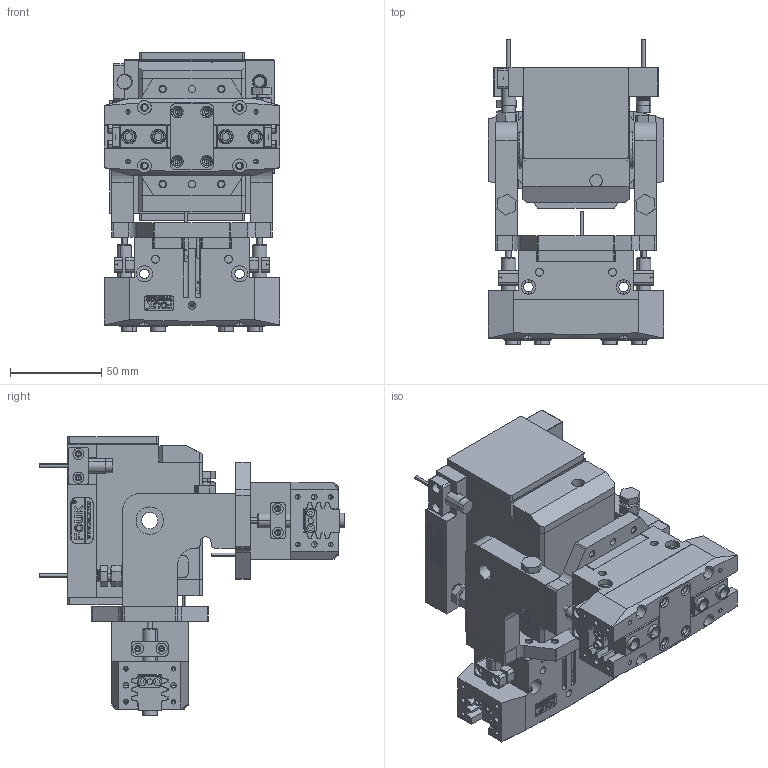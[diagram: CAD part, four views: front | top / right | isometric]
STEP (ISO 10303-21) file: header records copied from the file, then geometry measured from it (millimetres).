
FILE_DESCRIPTION (( 'STEP AP203' ), '1' );
FILE_NAME ('TE40-FR36-96-90¡ã.STEP', '2025-04-09T03:04:58', ( 'USER-' ), ( 'Microsoft' ), 'SwSTEP 2.0', 'SolidWorks 2018', '' );
FILE_SCHEMA (( 'CONFIG_CONTROL_DESIGN' ));
Length unit declared in the file: millimetre
Products named in the file (33): TE40杅耀.sldasm-Part-13; FR36-96; 褲极; 0-TE40摆缸壳体-简易模型; 揤輸蚾饜极-1; 16x8-R1.5; TE40杅耀.sldasm-Part-14; 棠羲換覜ん; 鞠褒芛蹟邡 M6X20; 揤輸蚾饜极; P-GS-T-01 諉輪羲壽標厥釱; 揤輸杅耀.sldasm-Part-9; TE40杅耀.sldasm-Part-12; 菁裔啣; TE40杅耀.sldasm-Part-4; 賑輸; ﾏ擎ﾗ8｡ﾁ6｡ﾁ6; TZ42-76杅耀.sldasm-Part-9; TE40-FR36-96-90°; TE40杅耀.sldasm-Part-15; TE40; TE40杅耀.sldasm-Part-9; TE40杅耀.sldasm-Part-11; 25x12-R3; hexagon nuts grade c gb_GB_FASTENER_NUT_SNC1 M6-N; TE40杅耀.sldasm-Part-3; TE40杅耀.sldasm-Part-7; 笢猾啣ㄗ蜊ㄘ; TE40杅耀.sldasm-Part-6; 电容传感器8x23接近开关; 内六角圆柱头螺钉[GBT70_1-2008][M2.5×8]; TE40杅耀.sldasm-Part-8; TE40-M12俋离.sldasm-Part-60
Assembly tree (53 placements, depth 4):
  TE40-FR36-96-90°
    TE40
      TE40杅耀.sldasm-Part-3
      TE40杅耀.sldasm-Part-4
      TE40杅耀.sldasm-Part-6  x2
      TE40杅耀.sldasm-Part-7
      TE40杅耀.sldasm-Part-8
      TE40杅耀.sldasm-Part-9
      TE40杅耀.sldasm-Part-11
      TE40杅耀.sldasm-Part-12  x2
      TE40杅耀.sldasm-Part-13
      TE40杅耀.sldasm-Part-14
      TE40杅耀.sldasm-Part-15  x2
      TE40-M12俋离.sldasm-Part-60  x2
      TZ42-76杅耀.sldasm-Part-9  x2
      0-TE40摆缸壳体-简易模型
      25x12-R3
      鞠褒芛蹟邡 M6X20  x4
      hexagon nuts grade c gb_GB_FASTENER_NUT_SNC1 M6-N  x2
    FR36-96  x2
      揤輸蚾饜极
        揤輸杅耀.sldasm-Part-9
        内六角圆柱头螺钉[GBT70_1-2008][M2.5×8]  x2
      揤輸蚾饜极-1
        揤輸杅耀.sldasm-Part-9
        内六角圆柱头螺钉[GBT70_1-2008][M2.5×8]  x2
      褲极
      賑輸
      菁裔啣
      笢猾啣ㄗ蜊ㄘ
      ﾏ擎ﾗ8｡ﾁ6｡ﾁ6
      16x8-R1.5
      电容传感器8x23接近开关
      P-GS-T-01 諉輪羲壽標厥釱
      棠羲換覜ん
Bounding box: 96 x 166.8 x 152.5 mm (x, y, z)
Volume: 841473.3 mm3; surface area: 228960.3 mm2
Topology: 70 solids, 78 shells, 3799 faces, 9869 edges, 6345 vertices
Faces by surface type: plane 1694, cylinder 1162, bspline 469, cone 434, torus 40
Entity records: 84381 total; most frequent: CARTESIAN_POINT 30168, ORIENTED_EDGE 10830, DIRECTION 9587, EDGE_CURVE 5415, VERTEX_POINT 3533, VECTOR 3299, LINE 3299, AXIS2_PLACEMENT_3D 3144
